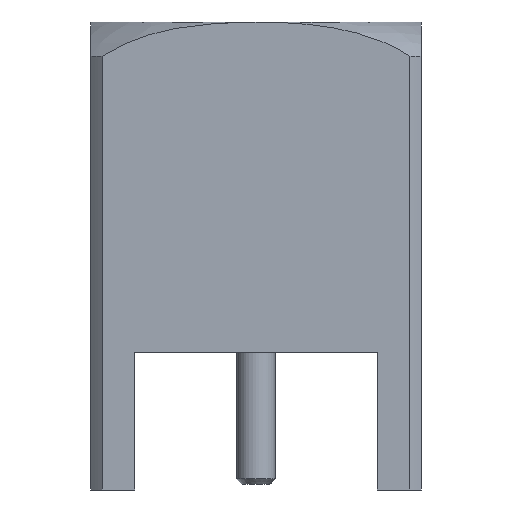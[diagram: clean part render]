
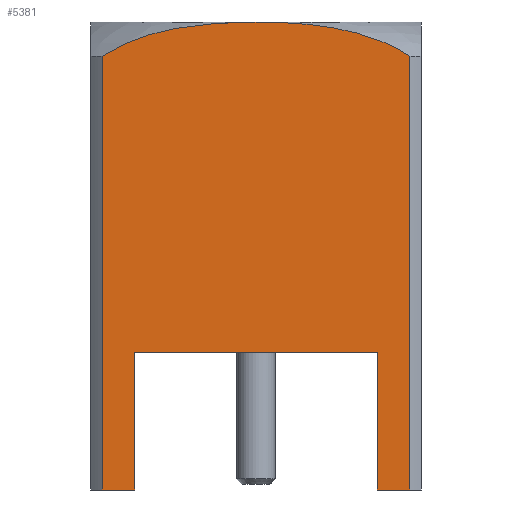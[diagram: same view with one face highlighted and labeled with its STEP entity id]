
A CAD part, left-side view. The second image highlights one B-rep face of the part: STEP entity #5381.
In plain terms, the highlighted planar face has unit normal (-1, 0, 0).
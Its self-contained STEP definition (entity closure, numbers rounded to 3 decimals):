
#28=B_SPLINE_CURVE_WITH_KNOTS('',3,(#7218,#7219,#7220,#7221,#7222,#7223,
#7224),.UNSPECIFIED.,.F.,.F.,(4,1,1,1,4),(0.017,0.019,
0.02,0.022,0.023),.UNSPECIFIED.);
#108=LINE('',#7210,#516);
#109=LINE('',#7212,#517);
#112=LINE('',#7252,#520);
#114=LINE('',#7258,#522);
#135=LINE('',#7302,#543);
#136=LINE('',#7304,#544);
#137=LINE('',#7306,#545);
#516=VECTOR('',#5993,1000.);
#517=VECTOR('',#5996,1000.);
#520=VECTOR('',#6007,1000.);
#522=VECTOR('',#6013,1000.);
#543=VECTOR('',#6054,1000.);
#544=VECTOR('',#6057,1000.);
#545=VECTOR('',#6058,1000.);
#1004=ORIENTED_EDGE('',*,*,#2194,.F.);
#1005=ORIENTED_EDGE('',*,*,#2188,.F.);
#1006=ORIENTED_EDGE('',*,*,#2185,.F.);
#1007=ORIENTED_EDGE('',*,*,#2184,.F.);
#1008=ORIENTED_EDGE('',*,*,#2219,.T.);
#1009=ORIENTED_EDGE('',*,*,#2220,.F.);
#1010=ORIENTED_EDGE('',*,*,#2221,.F.);
#1011=ORIENTED_EDGE('',*,*,#2197,.T.);
#2184=EDGE_CURVE('',#2809,#2806,#108,.T.);
#2185=EDGE_CURVE('',#2806,#2810,#109,.T.);
#2188=EDGE_CURVE('',#2810,#2812,#28,.T.);
#2194=EDGE_CURVE('',#2812,#2815,#112,.F.);
#2197=EDGE_CURVE('',#2817,#2815,#114,.T.);
#2219=EDGE_CURVE('',#2809,#2829,#135,.T.);
#2220=EDGE_CURVE('',#2830,#2829,#136,.T.);
#2221=EDGE_CURVE('',#2817,#2830,#137,.T.);
#2806=VERTEX_POINT('',#7203);
#2809=VERTEX_POINT('',#7209);
#2810=VERTEX_POINT('',#7213);
#2812=VERTEX_POINT('',#7225);
#2815=VERTEX_POINT('',#7253);
#2817=VERTEX_POINT('',#7259);
#2829=VERTEX_POINT('',#7301);
#2830=VERTEX_POINT('',#7305);
#3453=EDGE_LOOP('',(#1004,#1005,#1006,#1007,#1008,#1009,#1010,#1011));
#3711=FACE_BOUND('',#3453,.T.);
#3962=PLANE('',#5581);
#5381=ADVANCED_FACE('',(#3711),#3962,.T.);
#5581=AXIS2_PLACEMENT_3D('',#7303,#6055,#6056);
#5993=DIRECTION('',(0.,1.,0.));
#5996=DIRECTION('',(0.,0.,1.));
#6007=DIRECTION('',(0.,0.,1.));
#6013=DIRECTION('',(0.,-1.,0.));
#6054=DIRECTION('',(0.,0.,1.));
#6055=DIRECTION('',(-1.,0.,0.));
#6056=DIRECTION('',(0.,0.,1.));
#6057=DIRECTION('',(0.,1.,0.));
#6058=DIRECTION('',(0.,0.,1.));
#7203=CARTESIAN_POINT('',(-3.,2.795,-5.5));
#7209=CARTESIAN_POINT('',(-3.,2.2,-5.5));
#7210=CARTESIAN_POINT('',(-3.,2.2,-5.5));
#7212=CARTESIAN_POINT('',(-3.,2.795,-7.));
#7213=CARTESIAN_POINT('',(-3.,2.795,2.379));
#7218=CARTESIAN_POINT('',(-3.,2.795,2.379));
#7219=CARTESIAN_POINT('',(-3.,2.39,2.646));
#7220=CARTESIAN_POINT('',(-3.,1.455,2.95));
#7221=CARTESIAN_POINT('',(-3.,0.006,3.022));
#7222=CARTESIAN_POINT('',(-3.,-1.445,2.952));
#7223=CARTESIAN_POINT('',(-3.,-2.388,2.647));
#7224=CARTESIAN_POINT('',(-3.,-2.795,2.379));
#7225=CARTESIAN_POINT('',(-3.,-2.795,2.379));
#7252=CARTESIAN_POINT('',(-3.,-2.795,-7.));
#7253=CARTESIAN_POINT('',(-3.,-2.795,-5.5));
#7258=CARTESIAN_POINT('',(-3.,-2.2,-5.5));
#7259=CARTESIAN_POINT('',(-3.,-2.2,-5.5));
#7301=CARTESIAN_POINT('',(-3.,2.2,-3.));
#7302=CARTESIAN_POINT('',(-3.,2.2,-5.5));
#7303=CARTESIAN_POINT('',(-3.,-3.,-3.));
#7304=CARTESIAN_POINT('',(-3.,-3.,-3.));
#7305=CARTESIAN_POINT('',(-3.,-2.2,-3.));
#7306=CARTESIAN_POINT('',(-3.,-2.2,-5.5));
